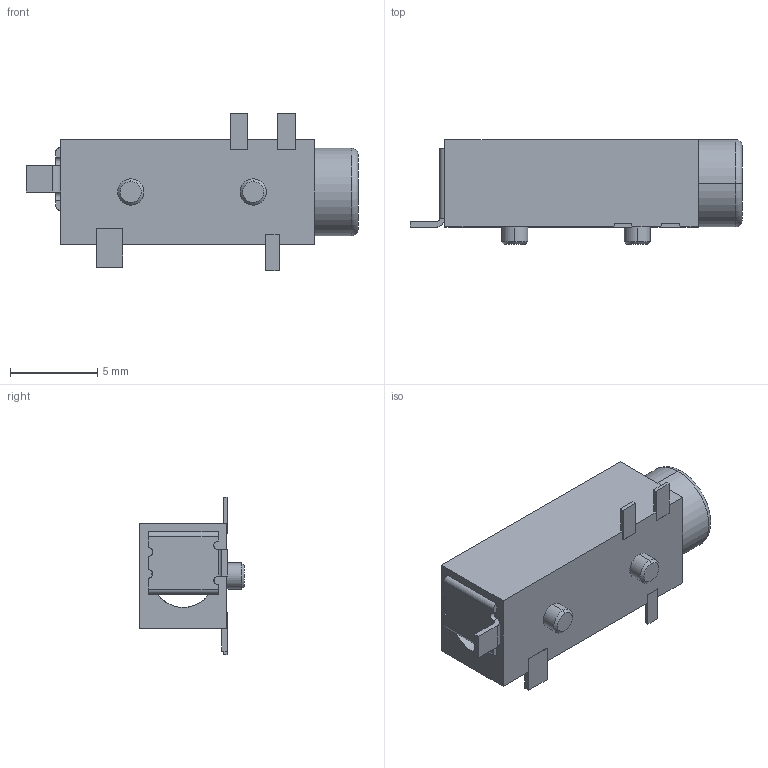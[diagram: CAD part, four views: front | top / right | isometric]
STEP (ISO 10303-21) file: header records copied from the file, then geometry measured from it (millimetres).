
FILE_DESCRIPTION (( 'STEP AP214' ), '1' );
FILE_NAME ('STX-3500-5NTR_rA4.STEP', '2018-02-27T00:52:29', ( '' ), ( '' ), 'SwSTEP 2.0', 'SolidWorks 2014', '' );
FILE_SCHEMA (( 'AUTOMOTIVE_DESIGN' ));
Length unit declared in the file: millimetre
Products named in the file (1): STX-3500-5NTR_rA4
Bounding box: 19 x 6 x 9 mm (x, y, z)
Volume: 319.4 mm3; surface area: 637.6 mm2
Topology: 1 solids, 1 shells, 71 faces, 198 edges, 126 vertices
Faces by surface type: plane 47, cylinder 16, cone 6, torus 2
Entity records: 3087 total; most frequent: CARTESIAN_POINT 396, ORIENTED_EDGE 396, DIRECTION 394, EDGE_CURVE 198, VECTOR 146, LINE 146, VERTEX_POINT 126, AXIS2_PLACEMENT_3D 124
